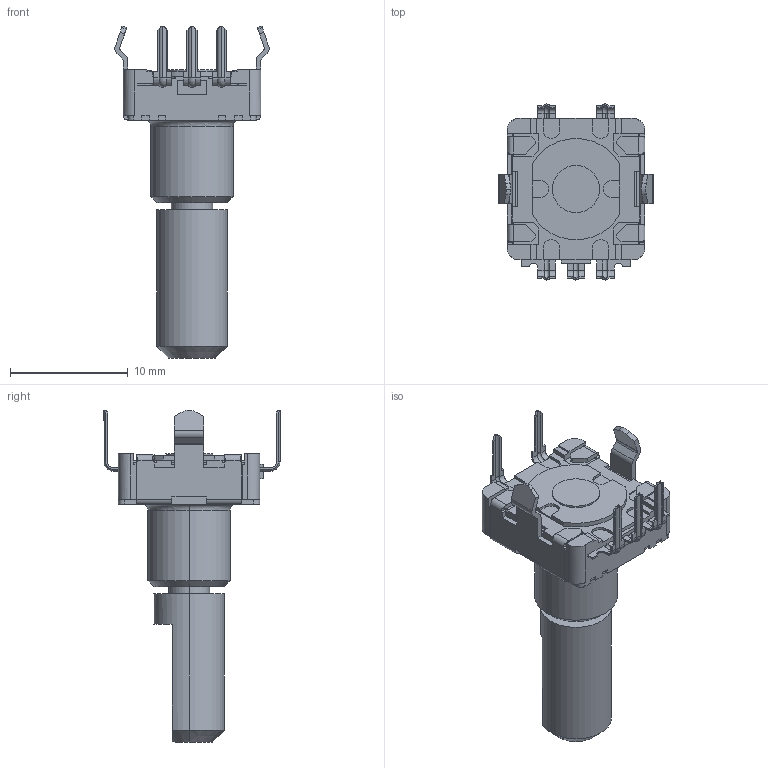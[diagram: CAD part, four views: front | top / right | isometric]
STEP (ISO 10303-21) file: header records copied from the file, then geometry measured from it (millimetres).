
FILE_DESCRIPTION (( 'STEP AP214' ), '1' );
FILE_NAME ('EC11E-05SW.STEP', '2024-10-14T08:18:31', ( '' ), ( '' ), 'SwSTEP 2.0', 'SolidWorks 2024', '' );
FILE_SCHEMA (( 'AUTOMOTIVE_DESIGN' ));
Length unit declared in the file: millimetre
Products named in the file (1): EC11E-05SW
Bounding box: 13.1 x 14.95 x 28.2 mm (x, y, z)
Volume: 1119.4 mm3; surface area: 1234.4 mm2
Topology: 1 solids, 1 shells, 496 faces, 1344 edges, 862 vertices
Faces by surface type: plane 333, cylinder 132, torus 14, cone 9, bspline 8
Entity records: 20905 total; most frequent: CARTESIAN_POINT 3399, ORIENTED_EDGE 2688, DIRECTION 2539, EDGE_CURVE 1344, VECTOR 1035, LINE 1035, VERTEX_POINT 862, AXIS2_PLACEMENT_3D 752
